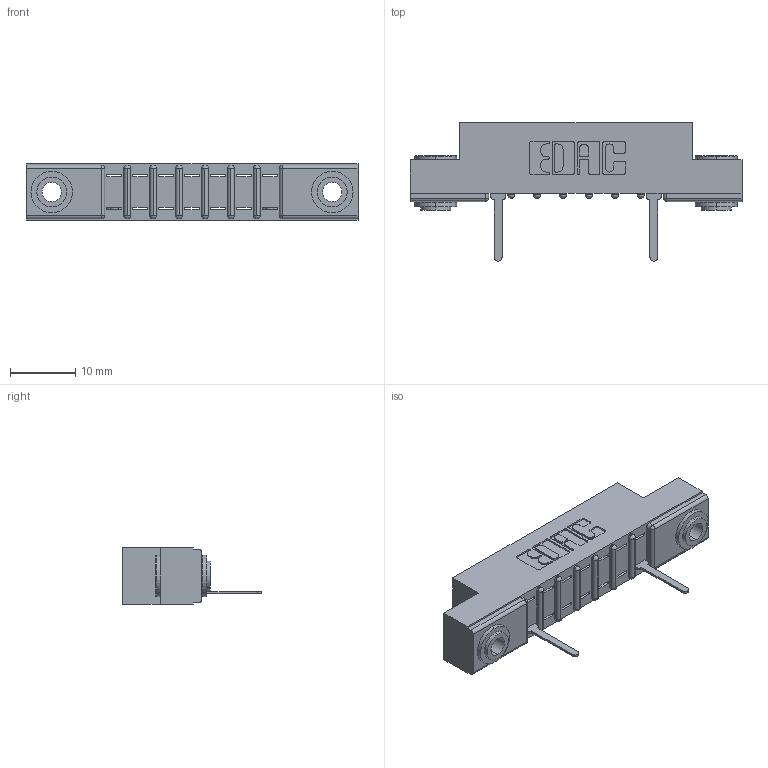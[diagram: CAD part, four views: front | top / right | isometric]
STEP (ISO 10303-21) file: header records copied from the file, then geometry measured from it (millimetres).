
FILE_DESCRIPTION (( 'STEP AP203' ), '1' );
FILE_NAME ('307-007-527-103.STEP', '2018-08-02T19:18:40', ( '' ), ( '' ), 'SwSTEP 2.0', 'SolidWorks 2016', '' );
FILE_SCHEMA (( 'CONFIG_CONTROL_DESIGN' ));
Length unit declared in the file: inch
Products named in the file (4): 307 Part_.156 Dia Mounting Holes; 307-290-001_527; 345-250-002_345-250-002-102; 307-007-527-103
Assembly tree (5 placements, depth 2):
  307-007-527-103
    307 Part_.156 Dia Mounting Holes
    307-290-001_527  x2
    345-250-002_345-250-002-102  x2
Bounding box: 50.75 x 21.11 x 8.71 mm (x, y, z)
Volume: 3171.5 mm3; surface area: 4172.4 mm2
Topology: 5 solids, 5 shells, 390 faces, 1079 edges, 690 vertices
Faces by surface type: plane 228, cylinder 138, sphere 16, cone 8
Entity records: 11189 total; most frequent: CARTESIAN_POINT 1872, ORIENTED_EDGE 1854, DIRECTION 1851, EDGE_CURVE 927, VECTOR 689, LINE 689, VERTEX_POINT 602, AXIS2_PLACEMENT_3D 581
